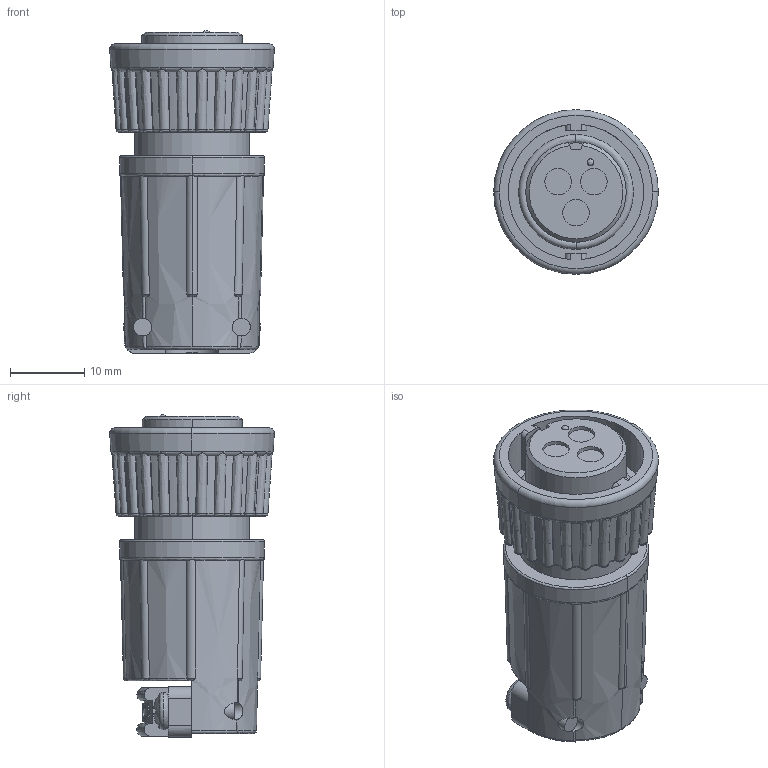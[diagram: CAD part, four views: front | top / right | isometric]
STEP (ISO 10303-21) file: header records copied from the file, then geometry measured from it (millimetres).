
FILE_DESCRIPTION (( 'STEP AP203' ), '1' );
FILE_NAME ('3182-3SG-5XX.STEP', '2017-11-13T20:57:37', ( '' ), ( '' ), 'SwSTEP 2.0', 'SolidWorks 2017', '' );
FILE_SCHEMA (( 'CONFIG_CONTROL_DESIGN' ));
Length unit declared in the file: inch
Products named in the file (2): 3182-3SG-5XX
Bounding box: 22.22 x 22.22 x 43.59 mm (x, y, z)
Volume: 10275 mm3; surface area: 4794.8 mm2
Topology: 1 solids, 1 shells, 409 faces, 1163 edges, 769 vertices
Faces by surface type: bspline 161, plane 139, cylinder 58, cone 45, torus 6
Entity records: 21952 total; most frequent: CARTESIAN_POINT 13206, ORIENTED_EDGE 2322, EDGE_CURVE 1161, DIRECTION 1119, VERTEX_POINT 769, B_SPLINE_CURVE_WITH_KNOTS 569, AXIS2_PLACEMENT_3D 431, EDGE_LOOP 426
